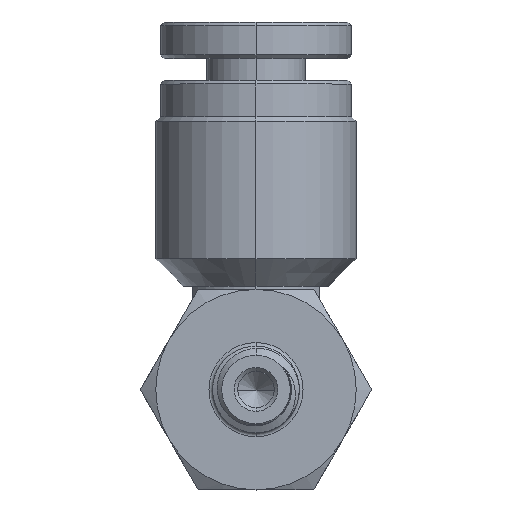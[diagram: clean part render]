
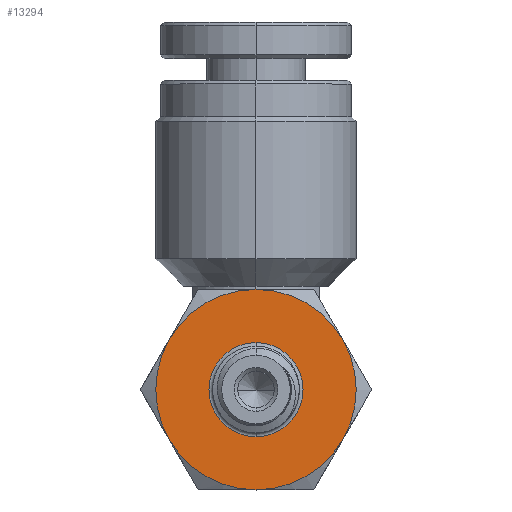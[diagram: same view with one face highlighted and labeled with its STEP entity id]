
A CAD part, top view. The second image highlights one B-rep face of the part: STEP entity #13294.
In plain terms, the highlighted planar face has unit normal (0, 0, 1).
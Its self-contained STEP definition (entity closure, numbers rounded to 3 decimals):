
#368 = VERTEX_POINT ( 'NONE', #6847 ) ;
#569 = EDGE_LOOP ( 'NONE', ( #9878, #5572 ) ) ;
#1201 = ORIENTED_EDGE ( 'NONE', *, *, #7332, .F. ) ;
#1280 = PLANE ( 'NONE',  #8844 ) ;
#1567 = ORIENTED_EDGE ( 'NONE', *, *, #12928, .F. ) ;
#2041 = DIRECTION ( 'NONE',  ( 0., 0., 1. ) ) ;
#2252 = CIRCLE ( 'NONE', #15675, 5.5 ) ;
#2502 = EDGE_CURVE ( 'NONE', #368, #19633, #2252, .T. ) ;
#2639 = EDGE_CURVE ( 'NONE', #5418, #12087, #17929, .T. ) ;
#2681 = ORIENTED_EDGE ( 'NONE', *, *, #14037, .T. ) ;
#3109 = CARTESIAN_POINT ( 'NONE',  ( 0., -7.22, 16.5 ) ) ;
#3635 = CARTESIAN_POINT ( 'NONE',  ( 0., -12.72, 16.5 ) ) ;
#3892 = CIRCLE ( 'NONE', #4596, 5.5 ) ;
#4388 = AXIS2_PLACEMENT_3D ( 'NONE', #16373, #6548, #17994 ) ;
#4596 = AXIS2_PLACEMENT_3D ( 'NONE', #18118, #8328, #19756 ) ;
#4620 = CARTESIAN_POINT ( 'NONE',  ( 0., -7.22, 16.5 ) ) ;
#4794 = DIRECTION ( 'NONE',  ( 0., 1., 0. ) ) ;
#5024 = CIRCLE ( 'NONE', #14009, 5.5 ) ;
#5418 = VERTEX_POINT ( 'NONE', #15544 ) ;
#5572 = ORIENTED_EDGE ( 'NONE', *, *, #8372, .T. ) ;
#5744 = VERTEX_POINT ( 'NONE', #3635 ) ;
#6120 = AXIS2_PLACEMENT_3D ( 'NONE', #11932, #2041, #13549 ) ;
#6194 = EDGE_CURVE ( 'NONE', #6608, #16593, #8154, .T. ) ;
#6250 = DIRECTION ( 'NONE',  ( 0., 1., 0. ) ) ;
#6413 = CARTESIAN_POINT ( 'NONE',  ( 0., -9.801, 16.5 ) ) ;
#6548 = DIRECTION ( 'NONE',  ( 0., 0., -1. ) ) ;
#6608 = VERTEX_POINT ( 'NONE', #11361 ) ;
#6688 = ORIENTED_EDGE ( 'NONE', *, *, #2502, .F. ) ;
#6847 = CARTESIAN_POINT ( 'NONE',  ( 0., -1.72, 16.5 ) ) ;
#7332 = EDGE_CURVE ( 'NONE', #19633, #9002, #14581, .T. ) ;
#7654 = CARTESIAN_POINT ( 'NONE',  ( 4.763, -9.97, 16.5 ) ) ;
#8154 = CIRCLE ( 'NONE', #4388, 5.5 ) ;
#8328 = DIRECTION ( 'NONE',  ( 0., 0., -1. ) ) ;
#8372 = EDGE_CURVE ( 'NONE', #12087, #5418, #20072, .T. ) ;
#8558 = CARTESIAN_POINT ( 'NONE',  ( 0., -7.22, 16.5 ) ) ;
#8844 = AXIS2_PLACEMENT_3D ( 'NONE', #9607, #21019, #11262 ) ;
#9002 = VERTEX_POINT ( 'NONE', #7654 ) ;
#9140 = CARTESIAN_POINT ( 'NONE',  ( 0., -7.22, 16.5 ) ) ;
#9607 = CARTESIAN_POINT ( 'NONE',  ( 0., -7.22, 16.5 ) ) ;
#9765 = DIRECTION ( 'NONE',  ( 0., 0., -1. ) ) ;
#9878 = ORIENTED_EDGE ( 'NONE', *, *, #2639, .T. ) ;
#10082 = ORIENTED_EDGE ( 'NONE', *, *, #20718, .F. ) ;
#10235 = DIRECTION ( 'NONE',  ( 0., 1., 0. ) ) ;
#10476 = CARTESIAN_POINT ( 'NONE',  ( -4.763, -4.47, 16.5 ) ) ;
#10810 = DIRECTION ( 'NONE',  ( 0., 1., 0. ) ) ;
#11129 = FACE_OUTER_BOUND ( 'NONE', #13715, .T. ) ;
#11229 = ORIENTED_EDGE ( 'NONE', *, *, #6194, .F. ) ;
#11262 = DIRECTION ( 'NONE',  ( 0., 1., 0. ) ) ;
#11361 = CARTESIAN_POINT ( 'NONE',  ( -4.763, -9.97, 16.5 ) ) ;
#11932 = CARTESIAN_POINT ( 'NONE',  ( 0., -7.22, 16.5 ) ) ;
#11989 = CARTESIAN_POINT ( 'NONE',  ( 4.763, -4.47, 16.5 ) ) ;
#12087 = VERTEX_POINT ( 'NONE', #6413 ) ;
#12928 = EDGE_CURVE ( 'NONE', #16593, #368, #3892, .T. ) ;
#13294 = ADVANCED_FACE ( 'NONE', ( #15472, #11129 ), #1280, .F. ) ;
#13549 = DIRECTION ( 'NONE',  ( 0., -1., 0. ) ) ;
#13715 = EDGE_LOOP ( 'NONE', ( #6688, #1567, #11229, #10082, #2681, #1201 ) ) ;
#14009 = AXIS2_PLACEMENT_3D ( 'NONE', #9140, #20562, #10810 ) ;
#14037 = EDGE_CURVE ( 'NONE', #5744, #9002, #19749, .T. ) ;
#14581 = CIRCLE ( 'NONE', #19767, 5.5 ) ;
#14596 = DIRECTION ( 'NONE',  ( 0., 0., -1. ) ) ;
#14755 = AXIS2_PLACEMENT_3D ( 'NONE', #19535, #9765, #21174 ) ;
#15472 = FACE_BOUND ( 'NONE', #569, .T. ) ;
#15544 = CARTESIAN_POINT ( 'NONE',  ( 0., -4.639, 16.5 ) ) ;
#15675 = AXIS2_PLACEMENT_3D ( 'NONE', #8558, #19974, #10235 ) ;
#16088 = DIRECTION ( 'NONE',  ( 0., 0., -1. ) ) ;
#16373 = CARTESIAN_POINT ( 'NONE',  ( 0., -7.22, 16.5 ) ) ;
#16593 = VERTEX_POINT ( 'NONE', #10476 ) ;
#17929 = CIRCLE ( 'NONE', #18543, 2.581 ) ;
#17994 = DIRECTION ( 'NONE',  ( 0., 1., 0. ) ) ;
#18118 = CARTESIAN_POINT ( 'NONE',  ( 0., -7.22, 16.5 ) ) ;
#18543 = AXIS2_PLACEMENT_3D ( 'NONE', #4620, #16088, #6250 ) ;
#19535 = CARTESIAN_POINT ( 'NONE',  ( 0., -7.22, 16.5 ) ) ;
#19633 = VERTEX_POINT ( 'NONE', #11989 ) ;
#19749 = CIRCLE ( 'NONE', #6120, 5.5 ) ;
#19756 = DIRECTION ( 'NONE',  ( 0., 1., 0. ) ) ;
#19767 = AXIS2_PLACEMENT_3D ( 'NONE', #3109, #14596, #4794 ) ;
#19974 = DIRECTION ( 'NONE',  ( 0., 0., -1. ) ) ;
#20072 = CIRCLE ( 'NONE', #14755, 2.581 ) ;
#20562 = DIRECTION ( 'NONE',  ( 0., 0., -1. ) ) ;
#20718 = EDGE_CURVE ( 'NONE', #5744, #6608, #5024, .T. ) ;
#21019 = DIRECTION ( 'NONE',  ( 0., 0., -1. ) ) ;
#21174 = DIRECTION ( 'NONE',  ( 0., 1., 0. ) ) ;
